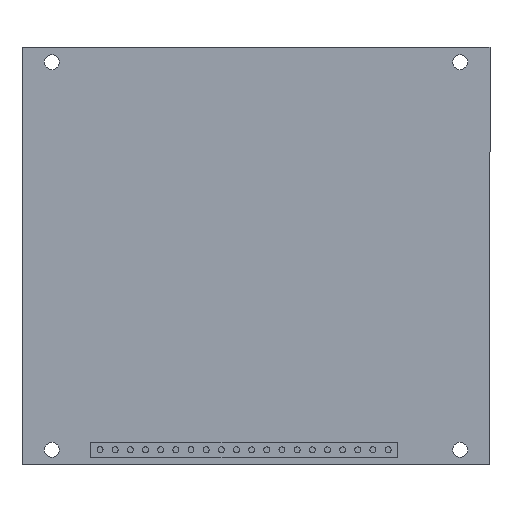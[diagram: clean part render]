
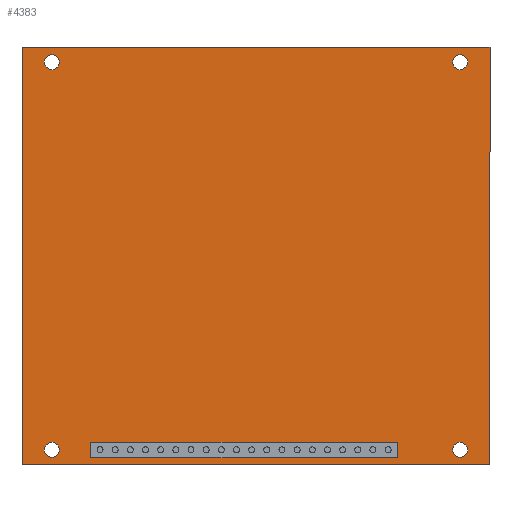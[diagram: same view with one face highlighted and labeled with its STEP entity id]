
A CAD part, front view. The second image highlights one B-rep face of the part: STEP entity #4383.
In plain terms, the highlighted planar face has unit normal (0, -1, 0).
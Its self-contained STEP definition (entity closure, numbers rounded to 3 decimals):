
#15 = DIRECTION ( 'NONE',  ( 0., 1., 0. ) ) ;
#35 = DIRECTION ( 'NONE',  ( 0., 0., 1. ) ) ;
#104 = ORIENTED_EDGE ( 'NONE', *, *, #4062, .T. ) ;
#181 = DIRECTION ( 'NONE',  ( 0., 1., 0. ) ) ;
#206 = DIRECTION ( 'NONE',  ( 0., 1., 0. ) ) ;
#239 = EDGE_LOOP ( 'NONE', ( #2563, #2564, #1437, #3147 ) ) ;
#280 = AXIS2_PLACEMENT_3D ( 'NONE', #4453, #2239, #35 ) ;
#306 = ORIENTED_EDGE ( 'NONE', *, *, #2541, .T. ) ;
#318 = VERTEX_POINT ( 'NONE', #4087 ) ;
#326 = DIRECTION ( 'NONE',  ( 0., 1., 0. ) ) ;
#355 = VERTEX_POINT ( 'NONE', #3036 ) ;
#359 = VERTEX_POINT ( 'NONE', #470 ) ;
#360 = EDGE_CURVE ( 'NONE', #504, #355, #3895, .T. ) ;
#429 = EDGE_CURVE ( 'NONE', #318, #1991, #3448, .T. ) ;
#470 = CARTESIAN_POINT ( 'NONE',  ( 61.9, 10.4, -0.02 ) ) ;
#504 = VERTEX_POINT ( 'NONE', #3308 ) ;
#534 = CARTESIAN_POINT ( 'NONE',  ( -6.5, 10.4, -1.27 ) ) ;
#626 = VECTOR ( 'NONE', #1980, 1000. ) ;
#646 = CARTESIAN_POINT ( 'NONE',  ( -6.5, 10.4, -2.52 ) ) ;
#734 = CARTESIAN_POINT ( 'NONE',  ( 61.9, 10.4, 62.4 ) ) ;
#736 = EDGE_CURVE ( 'NONE', #1991, #1657, #2334, .T. ) ;
#806 = LINE ( 'NONE', #1297, #2666 ) ;
#852 = CARTESIAN_POINT ( 'NONE',  ( -11.5, 10.4, -3.81 ) ) ;
#863 = CARTESIAN_POINT ( 'NONE',  ( -11.5, 10.4, -3.81 ) ) ;
#898 = EDGE_CURVE ( 'NONE', #4632, #2820, #4692, .T. ) ;
#901 = PLANE ( 'NONE',  #940 ) ;
#912 = DIRECTION ( 'NONE',  ( 0., 0., 1. ) ) ;
#925 = VECTOR ( 'NONE', #2986, 1000. ) ;
#940 = AXIS2_PLACEMENT_3D ( 'NONE', #2394, #181, #2757 ) ;
#941 = EDGE_LOOP ( 'NONE', ( #1823, #1399 ) ) ;
#984 = DIRECTION ( 'NONE',  ( 0., 0., -1. ) ) ;
#1090 = VECTOR ( 'NONE', #984, 1000. ) ;
#1230 = CIRCLE ( 'NONE', #4207, 1.25 ) ;
#1297 = CARTESIAN_POINT ( 'NONE',  ( 0., 10.4, 0. ) ) ;
#1362 = AXIS2_PLACEMENT_3D ( 'NONE', #2415, #206, #2781 ) ;
#1399 = ORIENTED_EDGE ( 'NONE', *, *, #2839, .T. ) ;
#1420 = EDGE_CURVE ( 'NONE', #3568, #4332, #1897, .T. ) ;
#1437 = ORIENTED_EDGE ( 'NONE', *, *, #1594, .F. ) ;
#1474 = VECTOR ( 'NONE', #4182, 1000. ) ;
#1512 = LINE ( 'NONE', #4018, #3361 ) ;
#1594 = EDGE_CURVE ( 'NONE', #1657, #3252, #1630, .T. ) ;
#1597 = CARTESIAN_POINT ( 'NONE',  ( -6.5, 10.4, 63.65 ) ) ;
#1623 = AXIS2_PLACEMENT_3D ( 'NONE', #1597, #4168, #1950 ) ;
#1630 = LINE ( 'NONE', #3817, #626 ) ;
#1657 = VERTEX_POINT ( 'NONE', #2376 ) ;
#1690 = FACE_BOUND ( 'NONE', #3193, .T. ) ;
#1762 = DIRECTION ( 'NONE',  ( 0., 1., 0. ) ) ;
#1796 = FACE_BOUND ( 'NONE', #941, .T. ) ;
#1823 = ORIENTED_EDGE ( 'NONE', *, *, #898, .T. ) ;
#1860 = CARTESIAN_POINT ( 'NONE',  ( -11.5, 10.4, 66.19 ) ) ;
#1862 = CARTESIAN_POINT ( 'NONE',  ( -6.5, 10.4, -0.02 ) ) ;
#1865 = CARTESIAN_POINT ( 'NONE',  ( 51.4, 10.4, -2.6 ) ) ;
#1897 = LINE ( 'NONE', #4464, #925 ) ;
#1901 = VERTEX_POINT ( 'NONE', #2578 ) ;
#1921 = EDGE_CURVE ( 'NONE', #1901, #359, #4086, .T. ) ;
#1950 = DIRECTION ( 'NONE',  ( 0., 0., 1. ) ) ;
#1961 = LINE ( 'NONE', #852, #3905 ) ;
#1980 = DIRECTION ( 'NONE',  ( 0., 0., -1. ) ) ;
#1991 = VERTEX_POINT ( 'NONE', #1860 ) ;
#1998 = CARTESIAN_POINT ( 'NONE',  ( -11.5, 10.4, 66.19 ) ) ;
#2113 = CARTESIAN_POINT ( 'NONE',  ( 61.9, 10.4, 64.9 ) ) ;
#2129 = CIRCLE ( 'NONE', #2786, 1.25 ) ;
#2159 = AXIS2_PLACEMENT_3D ( 'NONE', #2216, #15, #2595 ) ;
#2167 = EDGE_CURVE ( 'NONE', #2661, #3023, #1230, .T. ) ;
#2168 = CARTESIAN_POINT ( 'NONE',  ( 61.9, 10.4, -1.27 ) ) ;
#2216 = CARTESIAN_POINT ( 'NONE',  ( 61.9, 10.4, -1.27 ) ) ;
#2239 = DIRECTION ( 'NONE',  ( 0., 1., 0. ) ) ;
#2334 = LINE ( 'NONE', #1998, #3085 ) ;
#2376 = CARTESIAN_POINT ( 'NONE',  ( 66.9, 10.4, 66.19 ) ) ;
#2394 = CARTESIAN_POINT ( 'NONE',  ( -11.5, 10.4, 66.19 ) ) ;
#2403 = CARTESIAN_POINT ( 'NONE',  ( 0., 10.4, 0. ) ) ;
#2415 = CARTESIAN_POINT ( 'NONE',  ( -6.5, 10.4, 63.65 ) ) ;
#2459 = EDGE_LOOP ( 'NONE', ( #4073, #3180 ) ) ;
#2509 = EDGE_CURVE ( 'NONE', #3023, #2661, #2129, .T. ) ;
#2538 = DIRECTION ( 'NONE',  ( 0., 0., 1. ) ) ;
#2541 = EDGE_CURVE ( 'NONE', #3894, #3793, #806, .T. ) ;
#2542 = CARTESIAN_POINT ( 'NONE',  ( -6.5, 10.4, -1.27 ) ) ;
#2563 = ORIENTED_EDGE ( 'NONE', *, *, #429, .F. ) ;
#2564 = ORIENTED_EDGE ( 'NONE', *, *, #3163, .F. ) ;
#2578 = CARTESIAN_POINT ( 'NONE',  ( 61.9, 10.4, -2.52 ) ) ;
#2595 = DIRECTION ( 'NONE',  ( 0., 0., 1. ) ) ;
#2661 = VERTEX_POINT ( 'NONE', #646 ) ;
#2666 = VECTOR ( 'NONE', #3483, 1000. ) ;
#2684 = FACE_OUTER_BOUND ( 'NONE', #239, .T. ) ;
#2718 = ORIENTED_EDGE ( 'NONE', *, *, #4202, .T. ) ;
#2734 = CARTESIAN_POINT ( 'NONE',  ( 51.4, 10.4, 0. ) ) ;
#2757 = DIRECTION ( 'NONE',  ( 0., 0., 1. ) ) ;
#2781 = DIRECTION ( 'NONE',  ( 0., 0., 1. ) ) ;
#2786 = AXIS2_PLACEMENT_3D ( 'NONE', #534, #3127, #912 ) ;
#2820 = VERTEX_POINT ( 'NONE', #734 ) ;
#2839 = EDGE_CURVE ( 'NONE', #2820, #4632, #3806, .T. ) ;
#2879 = ORIENTED_EDGE ( 'NONE', *, *, #2167, .T. ) ;
#2903 = DIRECTION ( 'NONE',  ( 0., 0., 1. ) ) ;
#2983 = ORIENTED_EDGE ( 'NONE', *, *, #3293, .T. ) ;
#2986 = DIRECTION ( 'NONE',  ( -1., 0., 0. ) ) ;
#3023 = VERTEX_POINT ( 'NONE', #1862 ) ;
#3036 = CARTESIAN_POINT ( 'NONE',  ( -6.5, 10.4, 62.4 ) ) ;
#3062 = CARTESIAN_POINT ( 'NONE',  ( 0., 10.4, -2.6 ) ) ;
#3085 = VECTOR ( 'NONE', #3196, 1000. ) ;
#3086 = CIRCLE ( 'NONE', #3499, 1.25 ) ;
#3127 = DIRECTION ( 'NONE',  ( 0., 1., 0. ) ) ;
#3147 = ORIENTED_EDGE ( 'NONE', *, *, #736, .F. ) ;
#3163 = EDGE_CURVE ( 'NONE', #3252, #318, #1961, .T. ) ;
#3180 = ORIENTED_EDGE ( 'NONE', *, *, #3913, .T. ) ;
#3193 = EDGE_LOOP ( 'NONE', ( #3597, #2718, #306, #2983 ) ) ;
#3196 = DIRECTION ( 'NONE',  ( 1., 0., 0. ) ) ;
#3199 = CARTESIAN_POINT ( 'NONE',  ( 51.4, 10.4, 0. ) ) ;
#3220 = CIRCLE ( 'NONE', #1362, 1.25 ) ;
#3252 = VERTEX_POINT ( 'NONE', #4646 ) ;
#3293 = EDGE_CURVE ( 'NONE', #3793, #3568, #4020, .T. ) ;
#3303 = EDGE_LOOP ( 'NONE', ( #3961, #2879 ) ) ;
#3308 = CARTESIAN_POINT ( 'NONE',  ( -6.5, 10.4, 64.9 ) ) ;
#3361 = VECTOR ( 'NONE', #3674, 1000. ) ;
#3424 = DIRECTION ( 'NONE',  ( -1., 0., 0. ) ) ;
#3448 = LINE ( 'NONE', #863, #1474 ) ;
#3483 = DIRECTION ( 'NONE',  ( 1., 0., 0. ) ) ;
#3499 = AXIS2_PLACEMENT_3D ( 'NONE', #2168, #4743, #2538 ) ;
#3568 = VERTEX_POINT ( 'NONE', #1865 ) ;
#3597 = ORIENTED_EDGE ( 'NONE', *, *, #1420, .T. ) ;
#3639 = FACE_BOUND ( 'NONE', #3303, .T. ) ;
#3674 = DIRECTION ( 'NONE',  ( 0., 0., 1. ) ) ;
#3724 = AXIS2_PLACEMENT_3D ( 'NONE', #3954, #1762, #4343 ) ;
#3764 = FACE_BOUND ( 'NONE', #2459, .T. ) ;
#3793 = VERTEX_POINT ( 'NONE', #2734 ) ;
#3806 = CIRCLE ( 'NONE', #280, 1.25 ) ;
#3817 = CARTESIAN_POINT ( 'NONE',  ( 66.9, 10.4, -3.81 ) ) ;
#3892 = ORIENTED_EDGE ( 'NONE', *, *, #1921, .T. ) ;
#3894 = VERTEX_POINT ( 'NONE', #2403 ) ;
#3895 = CIRCLE ( 'NONE', #1623, 1.25 ) ;
#3905 = VECTOR ( 'NONE', #3424, 1000. ) ;
#3913 = EDGE_CURVE ( 'NONE', #355, #504, #3220, .T. ) ;
#3954 = CARTESIAN_POINT ( 'NONE',  ( 61.9, 10.4, 63.65 ) ) ;
#3961 = ORIENTED_EDGE ( 'NONE', *, *, #2509, .T. ) ;
#4018 = CARTESIAN_POINT ( 'NONE',  ( 0., 10.4, 0. ) ) ;
#4020 = LINE ( 'NONE', #3199, #1090 ) ;
#4062 = EDGE_CURVE ( 'NONE', #359, #1901, #3086, .T. ) ;
#4073 = ORIENTED_EDGE ( 'NONE', *, *, #360, .T. ) ;
#4086 = CIRCLE ( 'NONE', #2159, 1.25 ) ;
#4087 = CARTESIAN_POINT ( 'NONE',  ( -11.5, 10.4, -3.81 ) ) ;
#4168 = DIRECTION ( 'NONE',  ( 0., 1., 0. ) ) ;
#4182 = DIRECTION ( 'NONE',  ( 0., 0., 1. ) ) ;
#4202 = EDGE_CURVE ( 'NONE', #4332, #3894, #1512, .T. ) ;
#4207 = AXIS2_PLACEMENT_3D ( 'NONE', #2542, #326, #2903 ) ;
#4332 = VERTEX_POINT ( 'NONE', #3062 ) ;
#4343 = DIRECTION ( 'NONE',  ( 0., 0., 1. ) ) ;
#4383 = ADVANCED_FACE ( 'NONE', ( #1796, #3764, #4635, #3639, #2684, #1690 ), #901, .F. ) ;
#4453 = CARTESIAN_POINT ( 'NONE',  ( 61.9, 10.4, 63.65 ) ) ;
#4464 = CARTESIAN_POINT ( 'NONE',  ( 0., 10.4, -2.6 ) ) ;
#4632 = VERTEX_POINT ( 'NONE', #2113 ) ;
#4635 = FACE_BOUND ( 'NONE', #4685, .T. ) ;
#4646 = CARTESIAN_POINT ( 'NONE',  ( 66.9, 10.4, -3.81 ) ) ;
#4685 = EDGE_LOOP ( 'NONE', ( #104, #3892 ) ) ;
#4692 = CIRCLE ( 'NONE', #3724, 1.25 ) ;
#4743 = DIRECTION ( 'NONE',  ( 0., 1., 0. ) ) ;
